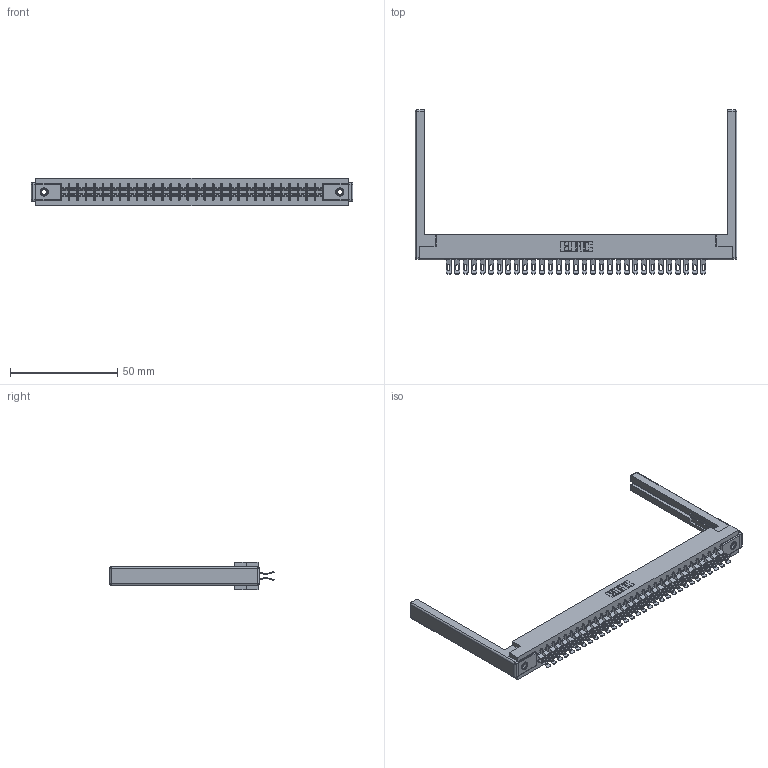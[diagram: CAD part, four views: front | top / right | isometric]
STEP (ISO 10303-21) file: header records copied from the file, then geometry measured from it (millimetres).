
FILE_DESCRIPTION (( 'STEP AP203' ), '1' );
FILE_NAME ('355-062-555-568.STEP', '2019-09-12T14:37:12', ( '' ), ( '' ), 'SwSTEP 2.0', 'SolidWorks 2016', '' );
FILE_SCHEMA (( 'CONFIG_CONTROL_DESIGN' ));
Length unit declared in the file: inch
Products named in the file (5): 345-250-001_345-250-001-102; 355-062-555-568; 305 Part_.156 Dia; 305-290-001_555; 307-220-068
Assembly tree (67 placements, depth 2):
  355-062-555-568
    305 Part_.156 Dia
    305-290-001_555  x62
    345-250-001_345-250-001-102  x2
    307-220-068  x2
Bounding box: 150.27 x 76.71 x 12.7 mm (x, y, z)
Volume: 19753.5 mm3; surface area: 25121 mm2
Topology: 67 solids, 67 shells, 4362 faces, 12951 edges, 8446 vertices
Faces by surface type: plane 2140, cylinder 2074, sphere 132, cone 12, torus 4
Entity records: 38287 total; most frequent: CARTESIAN_POINT 6326, ORIENTED_EDGE 6260, DIRECTION 6142, EDGE_CURVE 3130, VECTOR 2490, LINE 2490, VERTEX_POINT 1994, AXIS2_PLACEMENT_3D 1826
